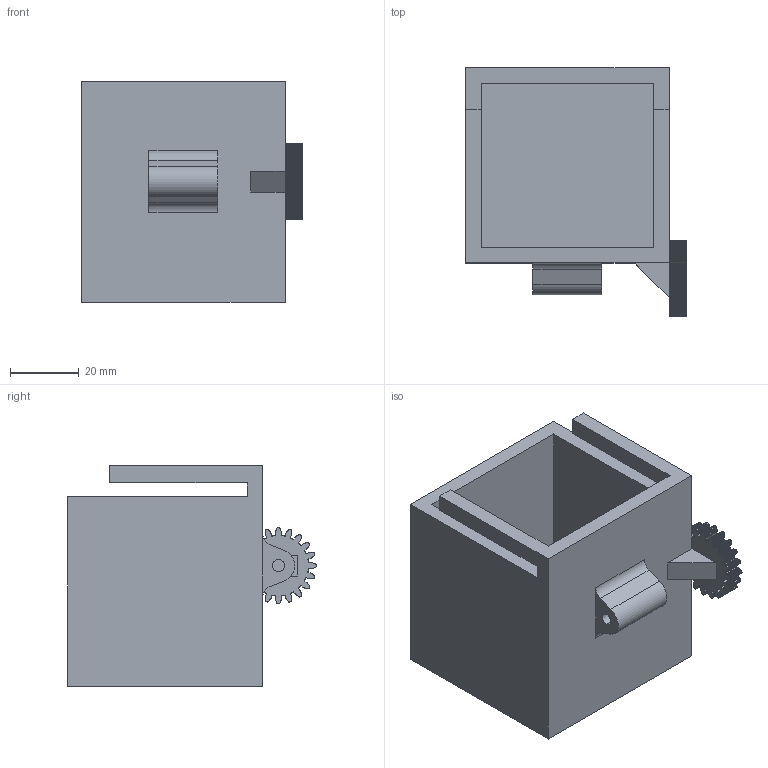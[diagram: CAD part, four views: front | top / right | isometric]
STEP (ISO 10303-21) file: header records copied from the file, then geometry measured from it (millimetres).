
FILE_DESCRIPTION (( 'STEP AP214' ), '1' );
FILE_NAME ('PTZ Holder.STEP', '2025-07-14T22:58:08', ( '' ), ( '' ), 'SwSTEP 2.0', 'SolidWorks 2024', '' );
FILE_SCHEMA (( 'AUTOMOTIVE_DESIGN' ));
Length unit declared in the file: millimetre
Products named in the file (1): PTZ Holder
Bounding box: 64 x 72.1 x 64 mm (x, y, z)
Volume: 67563.8 mm3; surface area: 33991.3 mm2
Topology: 1 solids, 1 shells, 1592 faces, 4765 edges, 3176 vertices
Faces by surface type: plane 1587, cylinder 5
Entity records: 52490 total; most frequent: CARTESIAN_POINT 9534, ORIENTED_EDGE 9530, DIRECTION 7961, EDGE_CURVE 4765, VECTOR 4755, LINE 4755, VERTEX_POINT 3176, AXIS2_PLACEMENT_3D 1603
